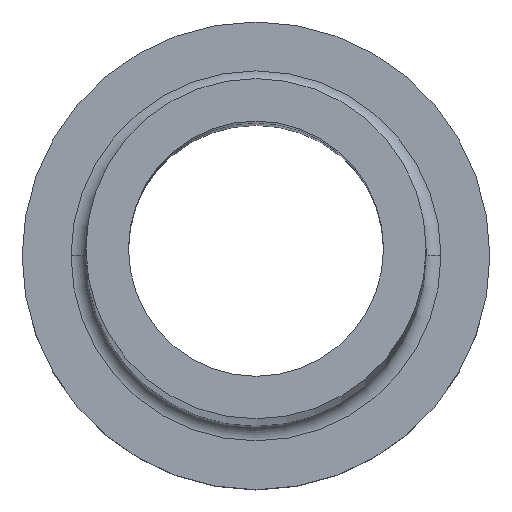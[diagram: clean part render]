
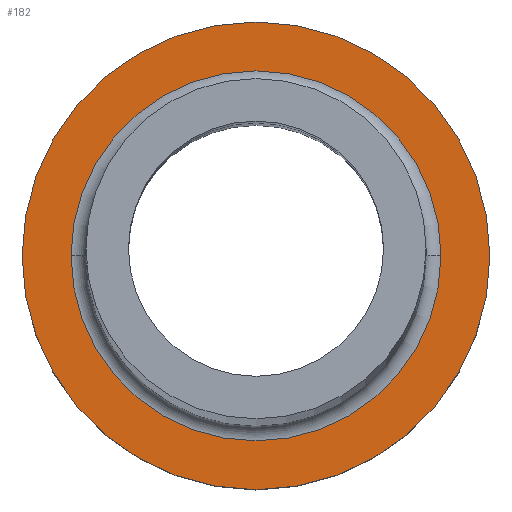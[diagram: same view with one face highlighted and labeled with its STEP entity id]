
A CAD part, top view. The second image highlights one B-rep face of the part: STEP entity #182.
In plain terms, the highlighted planar face has unit normal (0, 0, 1).
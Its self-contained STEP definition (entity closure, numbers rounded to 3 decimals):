
#10 = CIRCLE ( 'NONE', #322, 8.7 ) ;
#18 = CIRCLE ( 'NONE', #34, 8.7 ) ;
#24 = DIRECTION ( 'NONE',  ( 1., 0., 0. ) ) ;
#25 = ORIENTED_EDGE ( 'NONE', *, *, #63, .T. ) ;
#26 = FACE_BOUND ( 'NONE', #298, .T. ) ;
#28 = CIRCLE ( 'NONE', #78, 11. ) ;
#34 = AXIS2_PLACEMENT_3D ( 'NONE', #433, #426, #397 ) ;
#38 = EDGE_CURVE ( 'NONE', #196, #385, #18, .T. ) ;
#63 = EDGE_CURVE ( 'NONE', #282, #190, #438, .T. ) ;
#78 = AXIS2_PLACEMENT_3D ( 'NONE', #306, #229, #24 ) ;
#102 = DIRECTION ( 'NONE',  ( 0., 0., 1. ) ) ;
#131 = ORIENTED_EDGE ( 'NONE', *, *, #256, .T. ) ;
#147 = CARTESIAN_POINT ( 'NONE',  ( -8.7, 0., 7. ) ) ;
#169 = CARTESIAN_POINT ( 'NONE',  ( 11., 0., 7. ) ) ;
#182 = ADVANCED_FACE ( 'NONE', ( #26, #454 ), #275, .T. ) ;
#183 = CARTESIAN_POINT ( 'NONE',  ( 0., 0., 7. ) ) ;
#184 = DIRECTION ( 'NONE',  ( 0., 0., 1. ) ) ;
#190 = VERTEX_POINT ( 'NONE', #169 ) ;
#196 = VERTEX_POINT ( 'NONE', #147 ) ;
#212 = EDGE_CURVE ( 'NONE', #385, #196, #10, .T. ) ;
#229 = DIRECTION ( 'NONE',  ( 0., 0., 1. ) ) ;
#241 = CARTESIAN_POINT ( 'NONE',  ( 0., 0., 7. ) ) ;
#248 = CARTESIAN_POINT ( 'NONE',  ( 8.7, 0., 7. ) ) ;
#249 = CARTESIAN_POINT ( 'NONE',  ( 0., 0., 7. ) ) ;
#250 = ORIENTED_EDGE ( 'NONE', *, *, #38, .T. ) ;
#256 = EDGE_CURVE ( 'NONE', #190, #282, #28, .T. ) ;
#275 = PLANE ( 'NONE',  #294 ) ;
#278 = CARTESIAN_POINT ( 'NONE',  ( -11., 0., 7. ) ) ;
#282 = VERTEX_POINT ( 'NONE', #278 ) ;
#294 = AXIS2_PLACEMENT_3D ( 'NONE', #241, #102, #395 ) ;
#296 = AXIS2_PLACEMENT_3D ( 'NONE', #249, #184, #406 ) ;
#298 = EDGE_LOOP ( 'NONE', ( #347, #250 ) ) ;
#306 = CARTESIAN_POINT ( 'NONE',  ( 0., 0., 7. ) ) ;
#322 = AXIS2_PLACEMENT_3D ( 'NONE', #183, #440, #380 ) ;
#347 = ORIENTED_EDGE ( 'NONE', *, *, #212, .T. ) ;
#380 = DIRECTION ( 'NONE',  ( 1., 0., 0. ) ) ;
#385 = VERTEX_POINT ( 'NONE', #248 ) ;
#395 = DIRECTION ( 'NONE',  ( 1., 0., 0. ) ) ;
#397 = DIRECTION ( 'NONE',  ( 1., 0., 0. ) ) ;
#406 = DIRECTION ( 'NONE',  ( 1., 0., 0. ) ) ;
#426 = DIRECTION ( 'NONE',  ( 0., 0., -1. ) ) ;
#433 = CARTESIAN_POINT ( 'NONE',  ( 0., 0., 7. ) ) ;
#438 = CIRCLE ( 'NONE', #296, 11. ) ;
#440 = DIRECTION ( 'NONE',  ( 0., 0., -1. ) ) ;
#453 = EDGE_LOOP ( 'NONE', ( #25, #131 ) ) ;
#454 = FACE_OUTER_BOUND ( 'NONE', #453, .T. ) ;
